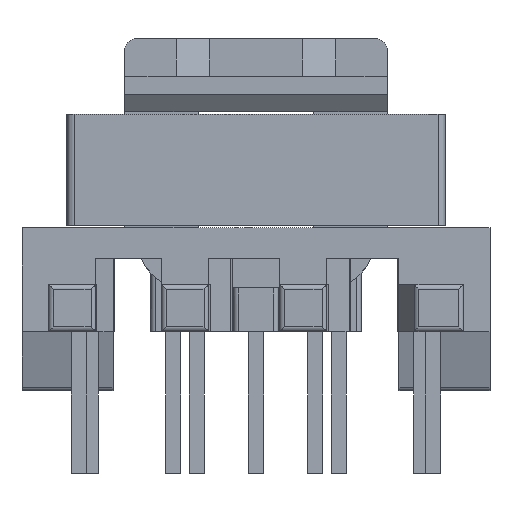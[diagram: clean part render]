
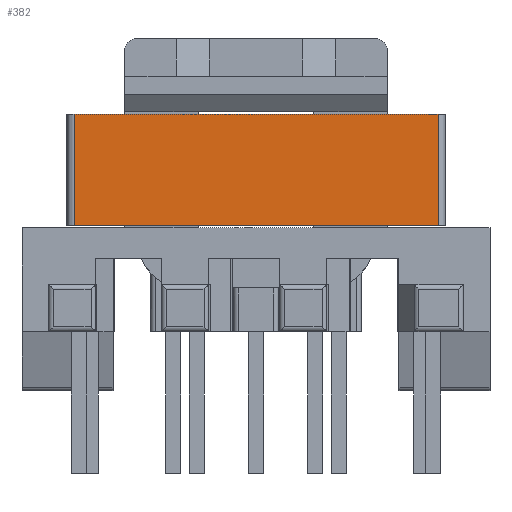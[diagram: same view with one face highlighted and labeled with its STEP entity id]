
A CAD part, front view. The second image highlights one B-rep face of the part: STEP entity #382.
In plain terms, the highlighted face is planar.
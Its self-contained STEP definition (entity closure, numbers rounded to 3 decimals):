
#382 = ADVANCED_FACE( '', ( #984 ), #985, .T. );
#984 = FACE_OUTER_BOUND( '', #1813, .T. );
#985 = PLANE( '', #1814 );
#1813 = EDGE_LOOP( '', ( #2885, #2886, #2887, #2888 ) );
#1814 = AXIS2_PLACEMENT_3D( '', #2889, #2890, #2891 );
#2885 = ORIENTED_EDGE( '', *, *, #5249, .F. );
#2886 = ORIENTED_EDGE( '', *, *, #5250, .T. );
#2887 = ORIENTED_EDGE( '', *, *, #5251, .T. );
#2888 = ORIENTED_EDGE( '', *, *, #5252, .T. );
#2889 = CARTESIAN_POINT( '', ( -8., 8.2, 2.35 ) );
#2890 = DIRECTION( '', ( 0., 1., 0. ) );
#2891 = DIRECTION( '', ( -1., 0., 0. ) );
#5249 = EDGE_CURVE( '', #6412, #6413, #6414, .T. );
#5250 = EDGE_CURVE( '', #6412, #6415, #6416, .F. );
#5251 = EDGE_CURVE( '', #6415, #6417, #6418, .T. );
#5252 = EDGE_CURVE( '', #6417, #6413, #6419, .T. );
#6412 = VERTEX_POINT( '', #8015 );
#6413 = VERTEX_POINT( '', #8016 );
#6414 = LINE( '', #8017, #8018 );
#6415 = VERTEX_POINT( '', #8019 );
#6416 = LINE( '', #8020, #8021 );
#6417 = VERTEX_POINT( '', #8022 );
#6418 = LINE( '', #8023, #8024 );
#6419 = LINE( '', #8025, #8026 );
#8015 = CARTESIAN_POINT( '', ( -7.7, 8.2, -2.35 ) );
#8016 = CARTESIAN_POINT( '', ( 7.7, 8.2, -2.35 ) );
#8017 = CARTESIAN_POINT( '', ( -8., 8.2, -2.35 ) );
#8018 = VECTOR( '', #9711, 1000. );
#8019 = CARTESIAN_POINT( '', ( -7.7, 8.2, 2.35 ) );
#8020 = CARTESIAN_POINT( '', ( -7.7, 8.2, 2.35 ) );
#8021 = VECTOR( '', #9712, 1000. );
#8022 = CARTESIAN_POINT( '', ( 7.7, 8.2, 2.35 ) );
#8023 = CARTESIAN_POINT( '', ( -8., 8.2, 2.35 ) );
#8024 = VECTOR( '', #9713, 1000. );
#8025 = CARTESIAN_POINT( '', ( 7.7, 8.2, 2.35 ) );
#8026 = VECTOR( '', #9714, 1000. );
#9711 = DIRECTION( '', ( 1., 0., 0. ) );
#9712 = DIRECTION( '', ( 0., 0., -1. ) );
#9713 = DIRECTION( '', ( 1., 0., 0. ) );
#9714 = DIRECTION( '', ( 0., 0., -1. ) );
